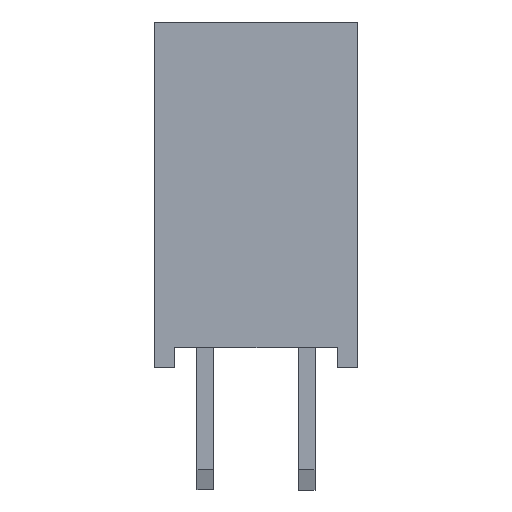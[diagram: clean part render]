
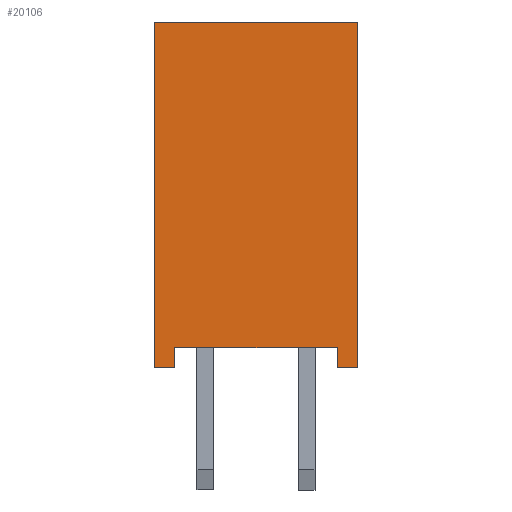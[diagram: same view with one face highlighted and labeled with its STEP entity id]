
A CAD part, left-side view. The second image highlights one B-rep face of the part: STEP entity #20106.
In plain terms, the highlighted planar face has unit normal (-1, 0, 0).
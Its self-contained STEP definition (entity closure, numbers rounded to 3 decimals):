
#636=FACE_OUTER_BOUND('',#1786,.T.);
#1786=EDGE_LOOP('',(#13949,#13950,#13951,#13952,#13953,#13954,#13955,#13956));
#3130=LINE('',#27741,#5966);
#3437=LINE('',#28354,#6273);
#3553=LINE('',#28548,#6389);
#3555=LINE('',#28552,#6391);
#3556=LINE('',#28555,#6392);
#3557=LINE('',#28557,#6393);
#3558=LINE('',#28559,#6394);
#3559=LINE('',#28560,#6395);
#5966=VECTOR('',#22514,4.);
#6273=VECTOR('',#22823,0.5);
#6389=VECTOR('',#22941,0.5);
#6391=VECTOR('',#22945,8.5);
#6392=VECTOR('',#22948,5.);
#6393=VECTOR('',#22949,8.5);
#6394=VECTOR('',#22950,0.5);
#6395=VECTOR('',#22951,0.5);
#8801=VERTEX_POINT('',#27738);
#8802=VERTEX_POINT('',#27740);
#9107=VERTEX_POINT('',#28352);
#9184=VERTEX_POINT('',#28546);
#9185=VERTEX_POINT('',#28550);
#9186=VERTEX_POINT('',#28554);
#9187=VERTEX_POINT('',#28556);
#9188=VERTEX_POINT('',#28558);
#10642=EDGE_CURVE('',#8801,#8802,#3130,.T.);
#10949=EDGE_CURVE('',#9107,#8801,#3437,.T.);
#11065=EDGE_CURVE('',#9184,#9107,#3553,.T.);
#11067=EDGE_CURVE('',#9185,#9184,#3555,.T.);
#11068=EDGE_CURVE('',#9186,#9185,#3556,.T.);
#11069=EDGE_CURVE('',#9187,#9186,#3557,.T.);
#11070=EDGE_CURVE('',#9188,#9187,#3558,.T.);
#11071=EDGE_CURVE('',#9188,#8802,#3559,.T.);
#13949=ORIENTED_EDGE('',*,*,#10949,.F.);
#13950=ORIENTED_EDGE('',*,*,#11065,.F.);
#13951=ORIENTED_EDGE('',*,*,#11067,.F.);
#13952=ORIENTED_EDGE('',*,*,#11068,.F.);
#13953=ORIENTED_EDGE('',*,*,#11069,.F.);
#13954=ORIENTED_EDGE('',*,*,#11070,.F.);
#13955=ORIENTED_EDGE('',*,*,#11071,.T.);
#13956=ORIENTED_EDGE('',*,*,#10642,.F.);
#18994=PLANE('',#21234);
#20106=ADVANCED_FACE('',(#636),#18994,.F.);
#21234=AXIS2_PLACEMENT_3D('',#28553,#22946,#22947);
#22514=DIRECTION('',(0.,0.,-1.));
#22823=DIRECTION('',(0.,1.,0.));
#22941=DIRECTION('',(0.,0.,-1.));
#22945=DIRECTION('',(0.,-1.,0.));
#22946=DIRECTION('center_axis',(1.,0.,0.));
#22947=DIRECTION('ref_axis',(0.,0.,-1.));
#22948=DIRECTION('',(0.,0.,1.));
#22949=DIRECTION('',(0.,1.,0.));
#22950=DIRECTION('',(0.,0.,-1.));
#22951=DIRECTION('',(0.,1.,0.));
#27738=CARTESIAN_POINT('',(-38.35,0.5,2.));
#27740=CARTESIAN_POINT('',(-38.35,0.5,-2.));
#27741=CARTESIAN_POINT('',(-38.35,0.5,2.));
#28352=CARTESIAN_POINT('',(-38.35,0.,2.));
#28354=CARTESIAN_POINT('',(-38.35,0.,2.));
#28546=CARTESIAN_POINT('',(-38.35,0.,2.5));
#28548=CARTESIAN_POINT('',(-38.35,0.,2.5));
#28550=CARTESIAN_POINT('',(-38.35,8.5,2.5));
#28552=CARTESIAN_POINT('',(-38.35,8.5,2.5));
#28553=CARTESIAN_POINT('Origin',(-38.35,0.,0.));
#28554=CARTESIAN_POINT('',(-38.35,8.5,-2.5));
#28555=CARTESIAN_POINT('',(-38.35,8.5,-2.5));
#28556=CARTESIAN_POINT('',(-38.35,0.,-2.5));
#28557=CARTESIAN_POINT('',(-38.35,0.,-2.5));
#28558=CARTESIAN_POINT('',(-38.35,0.,-2.));
#28559=CARTESIAN_POINT('',(-38.35,0.,-2.));
#28560=CARTESIAN_POINT('',(-38.35,0.,-2.));
